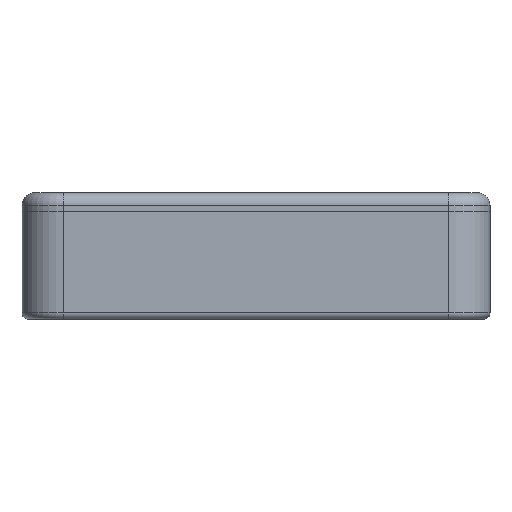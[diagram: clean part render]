
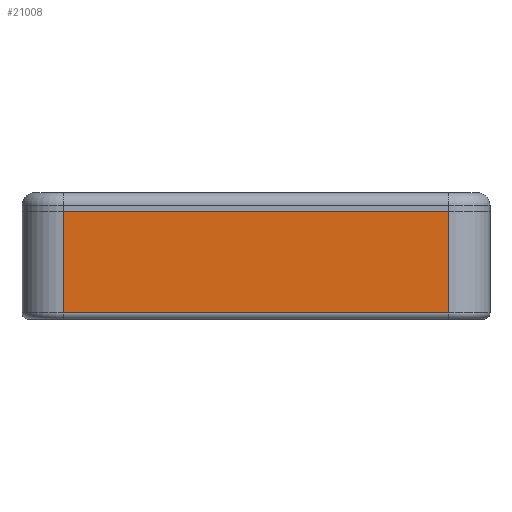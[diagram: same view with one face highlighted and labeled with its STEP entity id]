
A CAD part, left-side view. The second image highlights one B-rep face of the part: STEP entity #21008.
In plain terms, the highlighted planar face has unit normal (-1, 0, 0).
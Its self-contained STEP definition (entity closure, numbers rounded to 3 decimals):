
#1749=LINE('',#27938,#3802);
#1750=LINE('',#27941,#3803);
#1751=LINE('',#27943,#3804);
#1752=LINE('',#27944,#3805);
#3802=VECTOR('',#23859,10.);
#3803=VECTOR('',#23862,10.);
#3804=VECTOR('',#23863,10.);
#3805=VECTOR('',#23864,10.);
#5907=FACE_OUTER_BOUND('',#7140,.T.);
#7140=EDGE_LOOP('',(#14373,#14374,#14375,#14376));
#8761=VERTEX_POINT('',#27932);
#8763=VERTEX_POINT('',#27936);
#8764=VERTEX_POINT('',#27940);
#8765=VERTEX_POINT('',#27942);
#10966=EDGE_CURVE('',#8763,#8761,#1749,.T.);
#10967=EDGE_CURVE('',#8761,#8764,#1750,.T.);
#10968=EDGE_CURVE('',#8765,#8763,#1751,.F.);
#10969=EDGE_CURVE('',#8764,#8765,#1752,.T.);
#14373=ORIENTED_EDGE('',*,*,#10967,.F.);
#14374=ORIENTED_EDGE('',*,*,#10966,.F.);
#14375=ORIENTED_EDGE('',*,*,#10968,.F.);
#14376=ORIENTED_EDGE('',*,*,#10969,.F.);
#20310=PLANE('',#22401);
#21008=ADVANCED_FACE('',(#5907),#20310,.T.);
#22401=AXIS2_PLACEMENT_3D('',#27939,#23860,#23861);
#23859=DIRECTION('',(0.,0.,-1.));
#23860=DIRECTION('center_axis',(-1.,0.,0.));
#23861=DIRECTION('ref_axis',(0.,-1.,0.));
#23862=DIRECTION('',(0.,1.,0.));
#23863=DIRECTION('',(0.,1.,0.));
#23864=DIRECTION('',(0.,0.,1.));
#27932=CARTESIAN_POINT('',(-2.,4.5,-1.));
#27936=CARTESIAN_POINT('',(-2.,4.5,15.));
#27938=CARTESIAN_POINT('',(-2.,4.5,0.));
#27939=CARTESIAN_POINT('Origin',(-2.,70.,0.));
#27940=CARTESIAN_POINT('',(-2.,65.5,-1.));
#27941=CARTESIAN_POINT('',(-2.,52.5,-1.));
#27942=CARTESIAN_POINT('',(-2.,65.5,15.));
#27943=CARTESIAN_POINT('',(-2.,52.5,15.));
#27944=CARTESIAN_POINT('',(-2.,65.5,0.));
